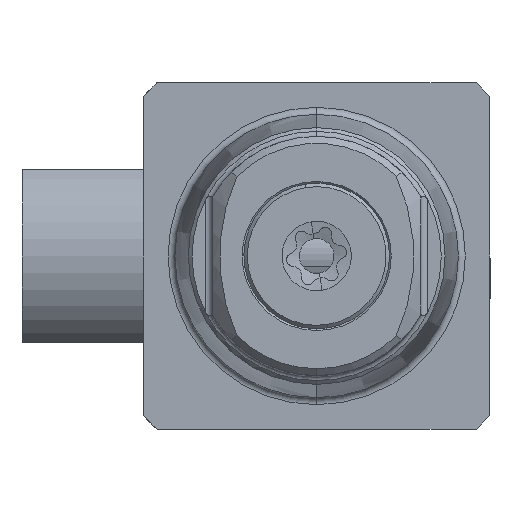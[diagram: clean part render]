
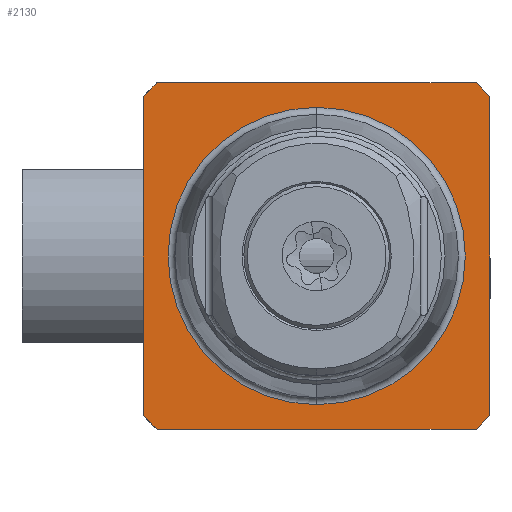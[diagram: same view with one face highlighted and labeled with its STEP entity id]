
A CAD part, left-side view. The second image highlights one B-rep face of the part: STEP entity #2130.
In plain terms, the highlighted planar face has unit normal (-1, 0, 0).
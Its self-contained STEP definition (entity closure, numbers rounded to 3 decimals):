
#46 = VECTOR ( 'NONE', #5013, 1000. ) ;
#159 = FACE_OUTER_BOUND ( 'NONE', #4131, .T. ) ;
#302 = PLANE ( 'NONE',  #6301 ) ;
#511 = VERTEX_POINT ( 'NONE', #3375 ) ;
#582 = EDGE_CURVE ( 'NONE', #1251, #7912, #1401, .T. ) ;
#633 = ORIENTED_EDGE ( 'NONE', *, *, #6010, .T. ) ;
#1017 = CARTESIAN_POINT ( 'NONE',  ( 0., 4.6, 5. ) ) ;
#1066 = ORIENTED_EDGE ( 'NONE', *, *, #1853, .F. ) ;
#1203 = VERTEX_POINT ( 'NONE', #5840 ) ;
#1205 = CARTESIAN_POINT ( 'NONE',  ( 0., -4.6, -5. ) ) ;
#1216 = DIRECTION ( 'NONE',  ( 0., 0.707, -0.707 ) ) ;
#1251 = VERTEX_POINT ( 'NONE', #1017 ) ;
#1270 = CIRCLE ( 'NONE', #7277, 4.288 ) ;
#1310 = DIRECTION ( 'NONE',  ( 0., -1., 0. ) ) ;
#1399 = VECTOR ( 'NONE', #1310, 1000. ) ;
#1401 = LINE ( 'NONE', #3416, #1399 ) ;
#1546 = DIRECTION ( 'NONE',  ( 0., 0., -1. ) ) ;
#1548 = AXIS2_PLACEMENT_3D ( 'NONE', #7289, #3793, #6600 ) ;
#1623 = CARTESIAN_POINT ( 'NONE',  ( 0., -4.6, 5. ) ) ;
#1634 = CARTESIAN_POINT ( 'NONE',  ( 0., 4.288, 0. ) ) ;
#1637 = VERTEX_POINT ( 'NONE', #7892 ) ;
#1846 = DIRECTION ( 'NONE',  ( 0., -0.707, 0.707 ) ) ;
#1853 = EDGE_CURVE ( 'NONE', #1637, #511, #1873, .T. ) ;
#1873 = LINE ( 'NONE', #4726, #6881 ) ;
#1962 = EDGE_CURVE ( 'NONE', #1203, #7912, #5550, .T. ) ;
#2047 = DIRECTION ( 'NONE',  ( 0., 0., -1. ) ) ;
#2120 = VERTEX_POINT ( 'NONE', #4521 ) ;
#2130 = ADVANCED_FACE ( 'NONE', ( #159, #4473 ), #302, .F. ) ;
#2172 = CARTESIAN_POINT ( 'NONE',  ( 0., 0., 4.288 ) ) ;
#2343 = ORIENTED_EDGE ( 'NONE', *, *, #3392, .F. ) ;
#2689 = DIRECTION ( 'NONE',  ( 0., -0.707, -0.707 ) ) ;
#2727 = CIRCLE ( 'NONE', #1548, 4.288 ) ;
#3173 = CARTESIAN_POINT ( 'NONE',  ( 0., 0., 0. ) ) ;
#3174 = ORIENTED_EDGE ( 'NONE', *, *, #4632, .F. ) ;
#3375 = CARTESIAN_POINT ( 'NONE',  ( 0., 5., 4.6 ) ) ;
#3392 = EDGE_CURVE ( 'NONE', #1203, #6486, #8380, .T. ) ;
#3416 = CARTESIAN_POINT ( 'NONE',  ( 0., 5., 5. ) ) ;
#3478 = CARTESIAN_POINT ( 'NONE',  ( 0., -5., 5. ) ) ;
#3707 = VERTEX_POINT ( 'NONE', #6269 ) ;
#3793 = DIRECTION ( 'NONE',  ( -1., 0., 0. ) ) ;
#4011 = EDGE_CURVE ( 'NONE', #4920, #2120, #1270, .T. ) ;
#4025 = DIRECTION ( 'NONE',  ( 0., 0., 1. ) ) ;
#4131 = EDGE_LOOP ( 'NONE', ( #2343, #7778, #5990, #6012, #1066, #633, #3174, #7158 ) ) ;
#4162 = ORIENTED_EDGE ( 'NONE', *, *, #4011, .F. ) ;
#4473 = FACE_BOUND ( 'NONE', #6140, .T. ) ;
#4521 = CARTESIAN_POINT ( 'NONE',  ( 0., 0., -4.288 ) ) ;
#4532 = VECTOR ( 'NONE', #7110, 1000. ) ;
#4632 = EDGE_CURVE ( 'NONE', #5195, #3707, #7812, .T. ) ;
#4644 = DIRECTION ( 'NONE',  ( -1., 0., 0. ) ) ;
#4726 = CARTESIAN_POINT ( 'NONE',  ( 0., 5., 5. ) ) ;
#4830 = VECTOR ( 'NONE', #1846, 1000. ) ;
#4920 = VERTEX_POINT ( 'NONE', #2172 ) ;
#4956 = CARTESIAN_POINT ( 'NONE',  ( 0., -4.6, -5. ) ) ;
#5013 = DIRECTION ( 'NONE',  ( 0., 1., 0. ) ) ;
#5195 = VERTEX_POINT ( 'NONE', #4956 ) ;
#5359 = EDGE_CURVE ( 'NONE', #2120, #4920, #2727, .T. ) ;
#5403 = LINE ( 'NONE', #6213, #7247 ) ;
#5498 = CARTESIAN_POINT ( 'NONE',  ( 0., 5., -4.6 ) ) ;
#5550 = LINE ( 'NONE', #7749, #4532 ) ;
#5840 = CARTESIAN_POINT ( 'NONE',  ( 0., -5., 4.6 ) ) ;
#5880 = CARTESIAN_POINT ( 'NONE',  ( 0., 5., -5. ) ) ;
#5990 = ORIENTED_EDGE ( 'NONE', *, *, #582, .F. ) ;
#6010 = EDGE_CURVE ( 'NONE', #1637, #3707, #6743, .T. ) ;
#6012 = ORIENTED_EDGE ( 'NONE', *, *, #7635, .T. ) ;
#6140 = EDGE_LOOP ( 'NONE', ( #4162, #6307 ) ) ;
#6213 = CARTESIAN_POINT ( 'NONE',  ( 0., 4.6, 5. ) ) ;
#6269 = CARTESIAN_POINT ( 'NONE',  ( 0., 4.6, -5. ) ) ;
#6301 = AXIS2_PLACEMENT_3D ( 'NONE', #1634, #7836, #1546 ) ;
#6307 = ORIENTED_EDGE ( 'NONE', *, *, #5359, .F. ) ;
#6486 = VERTEX_POINT ( 'NONE', #8913 ) ;
#6600 = DIRECTION ( 'NONE',  ( 0., 0., 1. ) ) ;
#6660 = VECTOR ( 'NONE', #2047, 1000. ) ;
#6743 = LINE ( 'NONE', #5498, #6758 ) ;
#6758 = VECTOR ( 'NONE', #2689, 1000. ) ;
#6847 = DIRECTION ( 'NONE',  ( 0., 0., 1. ) ) ;
#6881 = VECTOR ( 'NONE', #4025, 1000. ) ;
#6931 = EDGE_CURVE ( 'NONE', #5195, #6486, #8267, .T. ) ;
#7110 = DIRECTION ( 'NONE',  ( 0., 0.707, 0.707 ) ) ;
#7158 = ORIENTED_EDGE ( 'NONE', *, *, #6931, .T. ) ;
#7247 = VECTOR ( 'NONE', #1216, 1000. ) ;
#7277 = AXIS2_PLACEMENT_3D ( 'NONE', #3173, #4644, #6847 ) ;
#7289 = CARTESIAN_POINT ( 'NONE',  ( 0., 0., 0. ) ) ;
#7635 = EDGE_CURVE ( 'NONE', #1251, #511, #5403, .T. ) ;
#7749 = CARTESIAN_POINT ( 'NONE',  ( 0., -5., 4.6 ) ) ;
#7778 = ORIENTED_EDGE ( 'NONE', *, *, #1962, .T. ) ;
#7812 = LINE ( 'NONE', #5880, #46 ) ;
#7836 = DIRECTION ( 'NONE',  ( 1., 0., 0. ) ) ;
#7892 = CARTESIAN_POINT ( 'NONE',  ( 0., 5., -4.6 ) ) ;
#7912 = VERTEX_POINT ( 'NONE', #1623 ) ;
#8267 = LINE ( 'NONE', #1205, #4830 ) ;
#8380 = LINE ( 'NONE', #3478, #6660 ) ;
#8913 = CARTESIAN_POINT ( 'NONE',  ( 0., -5., -4.6 ) ) ;
